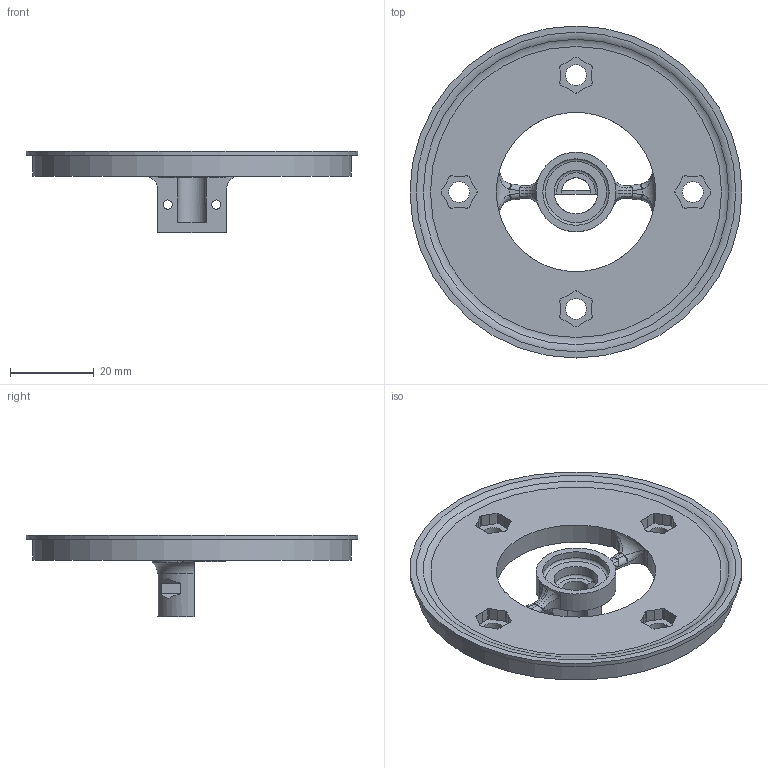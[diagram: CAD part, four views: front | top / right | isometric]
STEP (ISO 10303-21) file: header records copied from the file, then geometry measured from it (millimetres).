
FILE_DESCRIPTION(/* description */ (''),/* implementation_level */ '2;1');
FILE_NAME(/* name */ 'base_modified_v2.stp',/* time_stamp */ '2020-04-18T10:57:49-05:00',/* author */ ('qiyua'),/* organization */ (''),/* preprocessor_version */ 'ST-DEVELOPER v17.2',/* originating_system */ 'Autodesk Inventor 2019',/* authorisation */ '');
FILE_SCHEMA (('AUTOMOTIVE_DESIGN { 1 0 10303 214 3 1 1 }'));
Length unit declared in the file: inch
Products named in the file (1): base_modified_v2
Bounding box: 79.38 x 79.38 x 19.57 mm (x, y, z)
Volume: 19291.7 mm3; surface area: 11872.8 mm2
Topology: 1 solids, 1 shells, 190 faces, 533 edges, 351 vertices
Faces by surface type: plane 130, cylinder 35, torus 13, bspline 12
Full cylindrical faces by diameter (mm): 2.2 x2, 4.994 x4, 10.5 x1, 15.875 x1, 76.2 x1, 79.375 x1
Entity records: 7125 total; most frequent: CARTESIAN_POINT 2116, ORIENTED_EDGE 1066, DIRECTION 962, EDGE_CURVE 533, LINE 374, VECTOR 374, VERTEX_POINT 351, AXIS2_PLACEMENT_3D 294
